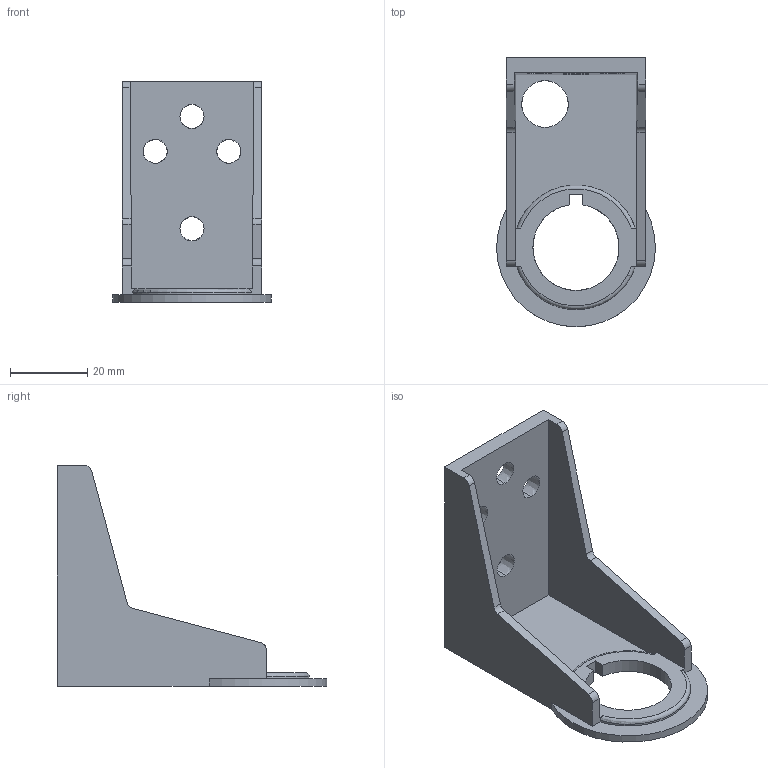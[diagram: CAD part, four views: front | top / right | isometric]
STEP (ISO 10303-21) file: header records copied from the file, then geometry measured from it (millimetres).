
FILE_DESCRIPTION((''),'2;1');
FILE_NAME('CAD-8013','2021-10-08T09:00:51',('creinig-se'),(''),'CREO PARAMETRIC BY PTC INC, 2019292','CREO PARAMETRIC BY PTC INC, 2019292','');
FILE_SCHEMA(('CONFIG_CONTROL_DESIGN','SHAPE_APPEARANCE_LAYERS_GROUPS'));
Length unit declared in the file: millimetre
Products named in the file (1): CAD-8013
Bounding box: 40.99 x 69.5 x 57 mm (x, y, z)
Volume: 15249.9 mm3; surface area: 14247.4 mm2
Topology: 1 solids, 1 shells, 108 faces, 322 edges, 218 vertices
Faces by surface type: plane 76, cone 15, bspline 8, cylinder 7, torus 2
Entity records: 5121 total; most frequent: CARTESIAN_POINT 1197, ORIENTED_EDGE 644, DIRECTION 544, PRESENTATION_STYLE_ASSIGNMENT 323, STYLED_ITEM 323, CURVE_STYLE 322, EDGE_CURVE 322, VERTEX_POINT 218
